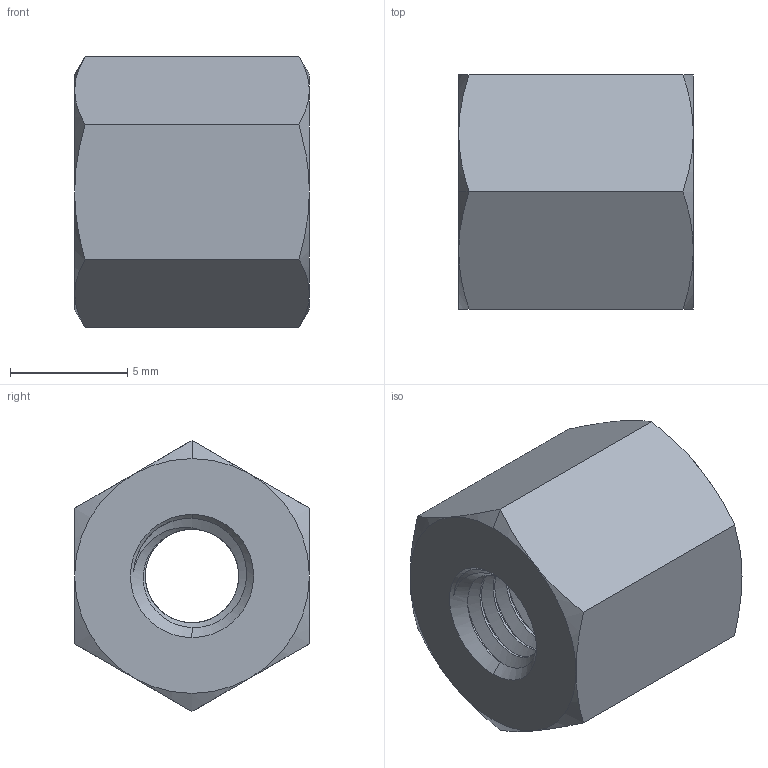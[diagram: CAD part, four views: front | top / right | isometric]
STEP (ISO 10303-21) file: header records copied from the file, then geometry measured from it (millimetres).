
FILE_DESCRIPTION (( 'STEP AP203' ), '1' );
FILE_NAME ('95947A725_Aluminum Female Threaded Hex Standoff.STEP', '2021-08-25T17:11:38', ( 'Administrator' ), ( 'Managed by Terraform' ), 'SwSTEP 2.0', 'SolidWorks 2017', '' );
FILE_SCHEMA (( 'CONFIG_CONTROL_DESIGN' ));
Length unit declared in the file: millimetre
Products named in the file (1): 95947A725_Aluminum Female Threaded Hex Standoff
Bounding box: 10 x 10 x 11.55 mm (x, y, z)
Volume: 701.1 mm3; surface area: 711.2 mm2
Topology: 1 solids, 1 shells, 57 faces, 150 edges, 95 vertices
Faces by surface type: cylinder 26, cone 20, plane 8, bspline 3
Entity records: 3899 total; most frequent: CARTESIAN_POINT 2641, ORIENTED_EDGE 300, DIRECTION 191, EDGE_CURVE 150, VERTEX_POINT 95, AXIS2_PLACEMENT_3D 76, EDGE_LOOP 59, ADVANCED_FACE 57
